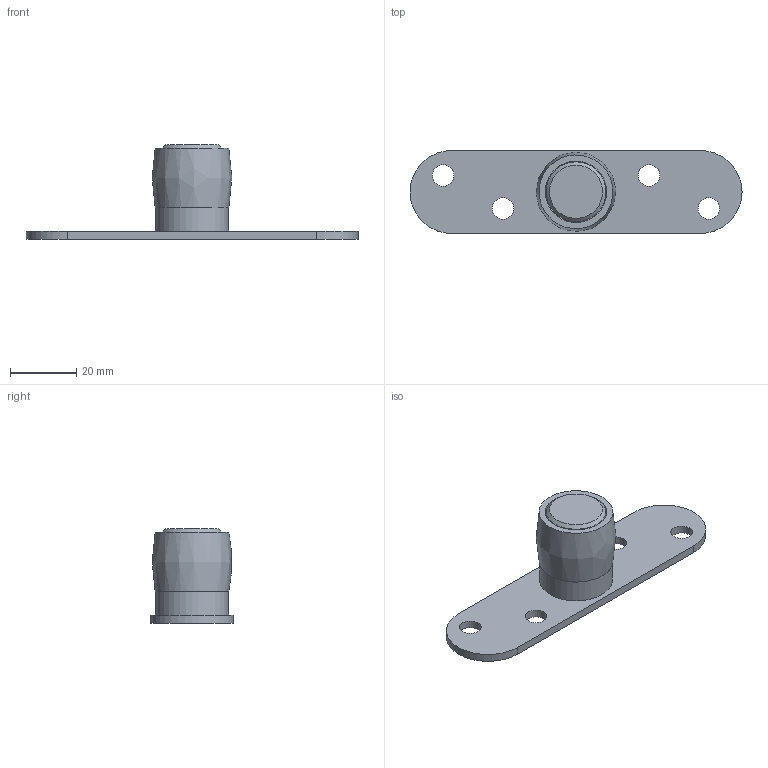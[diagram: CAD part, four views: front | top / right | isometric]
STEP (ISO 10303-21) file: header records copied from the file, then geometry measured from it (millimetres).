
FILE_DESCRIPTION(/* description */ (''),/* implementation_level */ '2;1');
FILE_NAME(/* name */ '1099XA2.stp',/* time_stamp */ '2019-08-05T10:58:19+02:00',/* author */ ('DOMINIQUE'),/* organization */ (''),/* preprocessor_version */ 'ST-DEVELOPER v17.2',/* originating_system */ 'Autodesk Inventor 2019',/* authorisation */ '');
FILE_SCHEMA (('AUTOMOTIVE_DESIGN { 1 0 10303 214 3 1 1 }'));
Length unit declared in the file: millimetre
Products named in the file (5): 1099X; 22364; 22365; 22366; 13589
Assembly tree (4 placements, depth 2):
  1099X
    22364
    22365
    22366
    13589
Bounding box: 100 x 25 x 28.5 mm (x, y, z)
Volume: 15891.4 mm3; surface area: 10785.1 mm2
Topology: 4 solids, 4 shells, 29 faces, 65 edges, 47 vertices
Faces by surface type: cylinder 14, plane 13, cone 1, bspline 1
Full cylindrical faces by diameter (mm): 6.5 x4, 8 x1, 8.3 x1, 14 x1, 14.3 x1, 14.5 x1, 18 x1, 18.5 x1, 22 x1
Entity records: 1109 total; most frequent: DIRECTION 183, CARTESIAN_POINT 176, ORIENTED_EDGE 130, AXIS2_PLACEMENT_3D 81, EDGE_CURVE 65, VERTEX_POINT 47, EDGE_LOOP 46, CIRCLE 44
